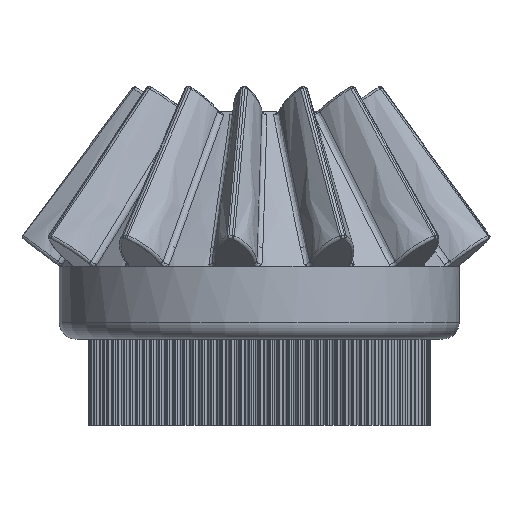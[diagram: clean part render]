
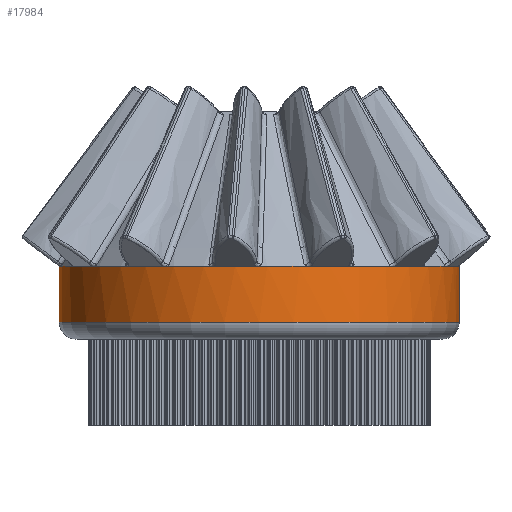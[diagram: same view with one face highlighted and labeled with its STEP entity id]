
A CAD part, front view. The second image highlights one B-rep face of the part: STEP entity #17984.
In plain terms, the highlighted cylindrical face has radius 36 mm (diameter 72 mm), a full revolution.
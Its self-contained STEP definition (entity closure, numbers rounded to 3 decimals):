
#1113=LINE('',#27661,#2300);
#2300=VECTOR('',#22223,36.);
#3267=CYLINDRICAL_SURFACE('',#19489,36.);
#4023=FACE_OUTER_BOUND('',#5052,.T.);
#5052=EDGE_LOOP('',(#12790,#12791,#12792,#12793,#12794,#12795,#12796,#12797,
#12798,#12799,#12800,#12801,#12802,#12803,#12804,#12805,#12806));
#6088=CIRCLE('',#19047,36.);
#6529=CIRCLE('',#19490,36.);
#6530=CIRCLE('',#19491,36.);
#6531=CIRCLE('',#19492,36.);
#6532=CIRCLE('',#19493,36.);
#6533=CIRCLE('',#19494,36.);
#6534=CIRCLE('',#19495,36.);
#6535=CIRCLE('',#19496,36.);
#6536=CIRCLE('',#19497,36.);
#6537=CIRCLE('',#19498,36.);
#6538=CIRCLE('',#19499,36.);
#6539=CIRCLE('',#19500,36.);
#6540=CIRCLE('',#19501,36.);
#6541=CIRCLE('',#19502,36.);
#6542=CIRCLE('',#19503,36.);
#7238=VERTEX_POINT('',#26335);
#7899=VERTEX_POINT('',#27660);
#7900=VERTEX_POINT('',#27662);
#7901=VERTEX_POINT('',#27664);
#7902=VERTEX_POINT('',#27666);
#7903=VERTEX_POINT('',#27668);
#7904=VERTEX_POINT('',#27670);
#7905=VERTEX_POINT('',#27672);
#7906=VERTEX_POINT('',#27674);
#7907=VERTEX_POINT('',#27676);
#7908=VERTEX_POINT('',#27678);
#7909=VERTEX_POINT('',#27680);
#7910=VERTEX_POINT('',#27682);
#7911=VERTEX_POINT('',#27684);
#7912=VERTEX_POINT('',#27686);
#9159=EDGE_CURVE('',#7238,#7238,#6088,.T.);
#9820=EDGE_CURVE('',#7238,#7899,#1113,.T.);
#9821=EDGE_CURVE('',#7899,#7900,#6529,.T.);
#9822=EDGE_CURVE('',#7900,#7901,#6530,.T.);
#9823=EDGE_CURVE('',#7901,#7902,#6531,.T.);
#9824=EDGE_CURVE('',#7902,#7903,#6532,.T.);
#9825=EDGE_CURVE('',#7903,#7904,#6533,.T.);
#9826=EDGE_CURVE('',#7904,#7905,#6534,.T.);
#9827=EDGE_CURVE('',#7905,#7906,#6535,.T.);
#9828=EDGE_CURVE('',#7906,#7907,#6536,.T.);
#9829=EDGE_CURVE('',#7907,#7908,#6537,.T.);
#9830=EDGE_CURVE('',#7908,#7909,#6538,.T.);
#9831=EDGE_CURVE('',#7909,#7910,#6539,.T.);
#9832=EDGE_CURVE('',#7910,#7911,#6540,.T.);
#9833=EDGE_CURVE('',#7911,#7912,#6541,.T.);
#9834=EDGE_CURVE('',#7912,#7899,#6542,.T.);
#12790=ORIENTED_EDGE('',*,*,#9159,.F.);
#12791=ORIENTED_EDGE('',*,*,#9820,.T.);
#12792=ORIENTED_EDGE('',*,*,#9821,.T.);
#12793=ORIENTED_EDGE('',*,*,#9822,.T.);
#12794=ORIENTED_EDGE('',*,*,#9823,.T.);
#12795=ORIENTED_EDGE('',*,*,#9824,.T.);
#12796=ORIENTED_EDGE('',*,*,#9825,.T.);
#12797=ORIENTED_EDGE('',*,*,#9826,.T.);
#12798=ORIENTED_EDGE('',*,*,#9827,.T.);
#12799=ORIENTED_EDGE('',*,*,#9828,.T.);
#12800=ORIENTED_EDGE('',*,*,#9829,.T.);
#12801=ORIENTED_EDGE('',*,*,#9830,.T.);
#12802=ORIENTED_EDGE('',*,*,#9831,.T.);
#12803=ORIENTED_EDGE('',*,*,#9832,.T.);
#12804=ORIENTED_EDGE('',*,*,#9833,.T.);
#12805=ORIENTED_EDGE('',*,*,#9834,.T.);
#12806=ORIENTED_EDGE('',*,*,#9820,.F.);
#17984=ADVANCED_FACE('',(#4023),#3267,.T.);
#19047=AXIS2_PLACEMENT_3D('',#26337,#21117,#21118);
#19489=AXIS2_PLACEMENT_3D('',#27659,#22221,#22222);
#19490=AXIS2_PLACEMENT_3D('',#27663,#22224,#22225);
#19491=AXIS2_PLACEMENT_3D('',#27665,#22226,#22227);
#19492=AXIS2_PLACEMENT_3D('',#27667,#22228,#22229);
#19493=AXIS2_PLACEMENT_3D('',#27669,#22230,#22231);
#19494=AXIS2_PLACEMENT_3D('',#27671,#22232,#22233);
#19495=AXIS2_PLACEMENT_3D('',#27673,#22234,#22235);
#19496=AXIS2_PLACEMENT_3D('',#27675,#22236,#22237);
#19497=AXIS2_PLACEMENT_3D('',#27677,#22238,#22239);
#19498=AXIS2_PLACEMENT_3D('',#27679,#22240,#22241);
#19499=AXIS2_PLACEMENT_3D('',#27681,#22242,#22243);
#19500=AXIS2_PLACEMENT_3D('',#27683,#22244,#22245);
#19501=AXIS2_PLACEMENT_3D('',#27685,#22246,#22247);
#19502=AXIS2_PLACEMENT_3D('',#27687,#22248,#22249);
#19503=AXIS2_PLACEMENT_3D('',#27688,#22250,#22251);
#21117=DIRECTION('center_axis',(0.,0.,-1.));
#21118=DIRECTION('ref_axis',(1.,0.,0.));
#22221=DIRECTION('center_axis',(0.,0.,-1.));
#22222=DIRECTION('ref_axis',(-1.,0.,0.));
#22223=DIRECTION('',(0.,0.,1.));
#22224=DIRECTION('center_axis',(0.,0.,-1.));
#22225=DIRECTION('ref_axis',(1.,0.,0.));
#22226=DIRECTION('center_axis',(0.,0.,-1.));
#22227=DIRECTION('ref_axis',(1.,0.,0.));
#22228=DIRECTION('center_axis',(0.,0.,-1.));
#22229=DIRECTION('ref_axis',(1.,0.,0.));
#22230=DIRECTION('center_axis',(0.,0.,-1.));
#22231=DIRECTION('ref_axis',(1.,0.,0.));
#22232=DIRECTION('center_axis',(0.,0.,-1.));
#22233=DIRECTION('ref_axis',(1.,0.,0.));
#22234=DIRECTION('center_axis',(0.,0.,-1.));
#22235=DIRECTION('ref_axis',(1.,0.,0.));
#22236=DIRECTION('center_axis',(0.,0.,-1.));
#22237=DIRECTION('ref_axis',(1.,0.,0.));
#22238=DIRECTION('center_axis',(0.,0.,-1.));
#22239=DIRECTION('ref_axis',(1.,0.,0.));
#22240=DIRECTION('center_axis',(0.,0.,-1.));
#22241=DIRECTION('ref_axis',(1.,0.,0.));
#22242=DIRECTION('center_axis',(0.,0.,-1.));
#22243=DIRECTION('ref_axis',(1.,0.,0.));
#22244=DIRECTION('center_axis',(0.,0.,-1.));
#22245=DIRECTION('ref_axis',(1.,0.,0.));
#22246=DIRECTION('center_axis',(0.,0.,-1.));
#22247=DIRECTION('ref_axis',(1.,0.,0.));
#22248=DIRECTION('center_axis',(0.,0.,-1.));
#22249=DIRECTION('ref_axis',(1.,0.,0.));
#22250=DIRECTION('center_axis',(0.,0.,-1.));
#22251=DIRECTION('ref_axis',(1.,0.,0.));
#26335=CARTESIAN_POINT('',(36.,0.,8.5));
#26337=CARTESIAN_POINT('Origin',(0.,0.,8.5));
#27659=CARTESIAN_POINT('Origin',(0.,0.,7.75));
#27660=CARTESIAN_POINT('',(36.,0.,18.654));
#27661=CARTESIAN_POINT('',(36.,0.,7.75));
#27662=CARTESIAN_POINT('',(34.954,-8.615,18.654));
#27663=CARTESIAN_POINT('Origin',(0.,0.,18.654));
#27664=CARTESIAN_POINT('',(26.946,-23.872,18.654));
#27665=CARTESIAN_POINT('Origin',(0.,0.,18.654));
#27666=CARTESIAN_POINT('',(12.766,-33.661,18.654));
#27667=CARTESIAN_POINT('Origin',(0.,0.,18.654));
#27668=CARTESIAN_POINT('',(-4.339,-35.738,18.654));
#27669=CARTESIAN_POINT('Origin',(0.,0.,18.654));
#27670=CARTESIAN_POINT('',(-20.45,-29.627,18.654));
#27671=CARTESIAN_POINT('Origin',(0.,0.,18.654));
#27672=CARTESIAN_POINT('',(-31.876,-16.73,18.654));
#27673=CARTESIAN_POINT('Origin',(0.,0.,18.654));
#27674=CARTESIAN_POINT('',(-36.,0.,18.654));
#27675=CARTESIAN_POINT('Origin',(0.,0.,18.654));
#27676=CARTESIAN_POINT('',(-31.876,16.73,18.654));
#27677=CARTESIAN_POINT('Origin',(0.,0.,18.654));
#27678=CARTESIAN_POINT('',(-20.45,29.627,18.654));
#27679=CARTESIAN_POINT('Origin',(0.,0.,18.654));
#27680=CARTESIAN_POINT('',(-4.339,35.738,18.654));
#27681=CARTESIAN_POINT('Origin',(0.,0.,18.654));
#27682=CARTESIAN_POINT('',(12.766,33.661,18.654));
#27683=CARTESIAN_POINT('Origin',(0.,0.,18.654));
#27684=CARTESIAN_POINT('',(26.946,23.872,18.654));
#27685=CARTESIAN_POINT('Origin',(0.,0.,18.654));
#27686=CARTESIAN_POINT('',(34.954,8.615,18.654));
#27687=CARTESIAN_POINT('Origin',(0.,0.,18.654));
#27688=CARTESIAN_POINT('Origin',(0.,0.,18.654));
